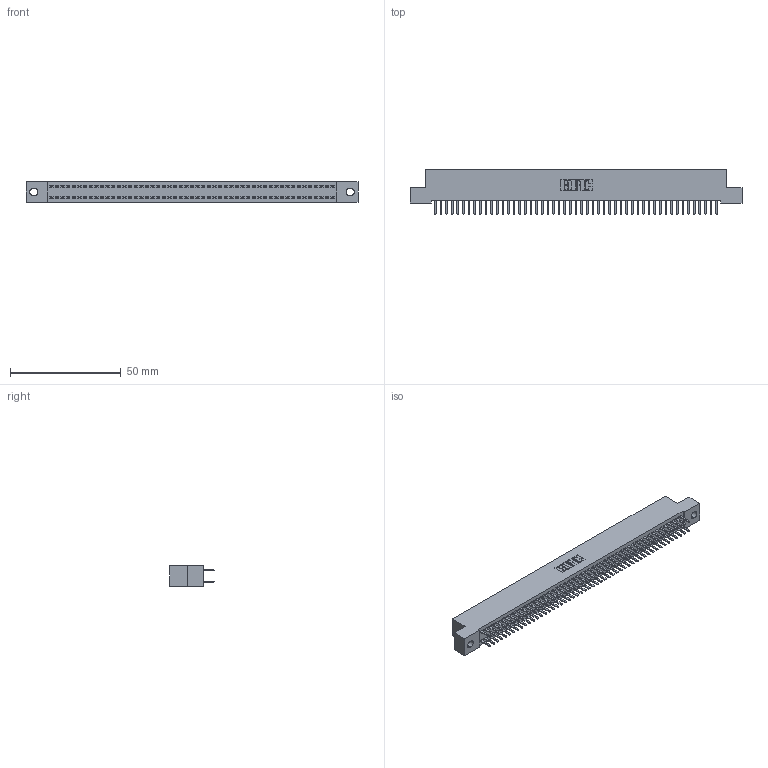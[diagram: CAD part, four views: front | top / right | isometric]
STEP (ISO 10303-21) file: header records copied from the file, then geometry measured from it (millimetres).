
FILE_DESCRIPTION (( 'STEP AP203' ), '1' );
FILE_NAME ('392-102-520-202.STEP', '2018-08-18T18:41:19', ( '' ), ( '' ), 'SwSTEP 2.0', 'SolidWorks 2016', '' );
FILE_SCHEMA (( 'CONFIG_CONTROL_DESIGN' ));
Length unit declared in the file: inch
Products named in the file (3): 342 Part_.128 Slot; 345-292-001_345-293-120; 392-102-520-202
Assembly tree (103 placements, depth 2):
  392-102-520-202
    342 Part_.128 Slot
    345-292-001_345-293-120  x102
Bounding box: 149.86 x 20.02 x 9.4 mm (x, y, z)
Volume: 13410.5 mm3; surface area: 21704.4 mm2
Topology: 103 solids, 103 shells, 5826 faces, 16937 edges, 11018 vertices
Faces by surface type: plane 3946, cylinder 1880
Entity records: 31763 total; most frequent: CARTESIAN_POINT 5266, ORIENTED_EDGE 5190, DIRECTION 4471, EDGE_CURVE 2595, VECTOR 2463, LINE 2463, VERTEX_POINT 1726, AXIS2_PLACEMENT_3D 1004
